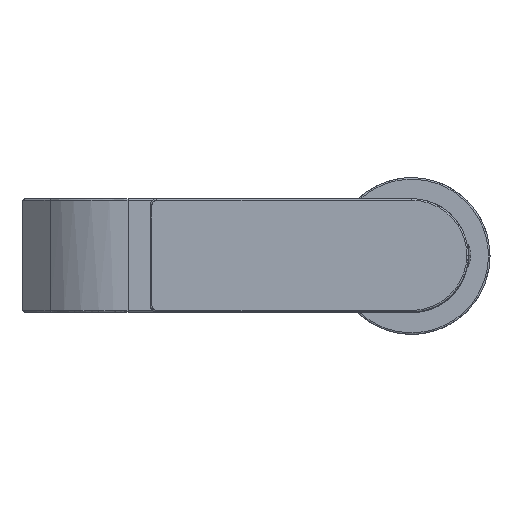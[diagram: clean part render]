
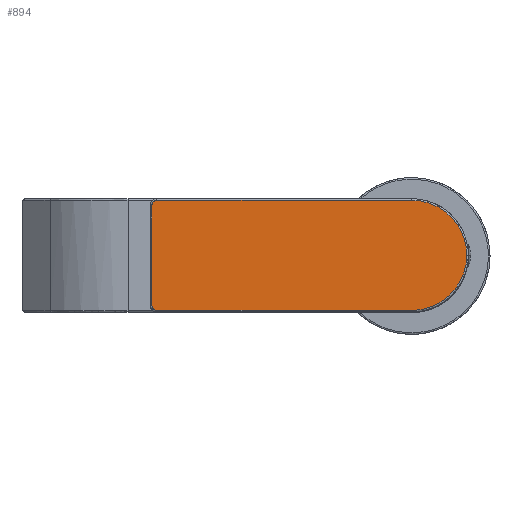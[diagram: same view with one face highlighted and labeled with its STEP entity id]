
A CAD part, top view. The second image highlights one B-rep face of the part: STEP entity #894.
In plain terms, the highlighted planar face has unit normal (0, 0, 1).
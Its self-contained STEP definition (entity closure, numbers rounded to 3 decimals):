
#64=PLANE('',#4455);
#321=(
BOUNDED_CURVE()
B_SPLINE_CURVE(2,(#11858,#11859,#11860),.UNSPECIFIED.,.F.,.F.)
B_SPLINE_CURVE_WITH_KNOTS((3,3),(0.,27.489),.UNSPECIFIED.)
CURVE()
GEOMETRIC_REPRESENTATION_ITEM()
RATIONAL_B_SPLINE_CURVE((1.,0.707,1.))
REPRESENTATION_ITEM('')
);
#325=(
BOUNDED_CURVE()
B_SPLINE_CURVE(2,(#11872,#11873,#11874),.UNSPECIFIED.,.F.,.F.)
B_SPLINE_CURVE_WITH_KNOTS((3,3),(0.,2.356),.UNSPECIFIED.)
CURVE()
GEOMETRIC_REPRESENTATION_ITEM()
RATIONAL_B_SPLINE_CURVE((1.,0.707,1.))
REPRESENTATION_ITEM('')
);
#328=(
BOUNDED_CURVE()
B_SPLINE_CURVE(2,(#11885,#11886,#11887),.UNSPECIFIED.,.F.,.F.)
B_SPLINE_CURVE_WITH_KNOTS((3,3),(0.,2.356),.UNSPECIFIED.)
CURVE()
GEOMETRIC_REPRESENTATION_ITEM()
RATIONAL_B_SPLINE_CURVE((1.,0.707,1.))
REPRESENTATION_ITEM('')
);
#332=(
BOUNDED_CURVE()
B_SPLINE_CURVE(2,(#11899,#11900,#11901),.UNSPECIFIED.,.F.,.F.)
B_SPLINE_CURVE_WITH_KNOTS((3,3),(0.,27.489),.UNSPECIFIED.)
CURVE()
GEOMETRIC_REPRESENTATION_ITEM()
RATIONAL_B_SPLINE_CURVE((1.,0.707,1.))
REPRESENTATION_ITEM('')
);
#894=ADVANCED_FACE('',(#1121),#64,.T.);
#1121=FACE_OUTER_BOUND('',#1361,.T.);
#1361=EDGE_LOOP('',(#2076,#2077,#2078,#2079,#2080,#2081,#2082));
#2076=ORIENTED_EDGE('',*,*,#3121,.F.);
#2077=ORIENTED_EDGE('',*,*,#3106,.F.);
#2078=ORIENTED_EDGE('',*,*,#3109,.F.);
#2079=ORIENTED_EDGE('',*,*,#3111,.F.);
#2080=ORIENTED_EDGE('',*,*,#3115,.F.);
#2081=ORIENTED_EDGE('',*,*,#3116,.F.);
#2082=ORIENTED_EDGE('',*,*,#3119,.F.);
#3106=EDGE_CURVE('',#4208,#4209,#321,.T.);
#3109=EDGE_CURVE('',#4210,#4208,#3619,.T.);
#3111=EDGE_CURVE('',#4211,#4210,#325,.T.);
#3115=EDGE_CURVE('',#4213,#4211,#3621,.T.);
#3116=EDGE_CURVE('',#4214,#4213,#328,.T.);
#3119=EDGE_CURVE('',#4216,#4214,#3622,.T.);
#3121=EDGE_CURVE('',#4209,#4216,#332,.T.);
#3619=B_SPLINE_CURVE_WITH_KNOTS('',1,(#11867,#11868),.UNSPECIFIED.,.F.,
 .F.,(2,2),(-81.,0.),.UNSPECIFIED.);
#3621=B_SPLINE_CURVE_WITH_KNOTS('',1,(#11883,#11884),.UNSPECIFIED.,.F.,
 .F.,(2,2),(-32.,0.),.UNSPECIFIED.);
#3622=B_SPLINE_CURVE_WITH_KNOTS('',1,(#11894,#11895),.UNSPECIFIED.,.F.,
 .F.,(2,2),(-81.,0.),.UNSPECIFIED.);
#4208=VERTEX_POINT('',#11254);
#4209=VERTEX_POINT('',#11255);
#4210=VERTEX_POINT('',#11256);
#4211=VERTEX_POINT('',#11257);
#4213=VERTEX_POINT('',#11259);
#4214=VERTEX_POINT('',#11260);
#4216=VERTEX_POINT('',#11262);
#4455=AXIS2_PLACEMENT_3D('',#10992,#4511,$);
#4511=DIRECTION('',(0.,0.,1.));
#10992=CARTESIAN_POINT('',(31.159,-0.065,136.74));
#11254=CARTESIAN_POINT('',(123.793,38.569,136.74));
#11255=CARTESIAN_POINT('',(141.293,21.069,136.74));
#11256=CARTESIAN_POINT('',(42.793,38.569,136.74));
#11257=CARTESIAN_POINT('',(41.293,37.069,136.74));
#11259=CARTESIAN_POINT('',(41.293,5.069,136.74));
#11260=CARTESIAN_POINT('',(42.793,3.569,136.74));
#11262=CARTESIAN_POINT('',(123.793,3.569,136.74));
#11858=CARTESIAN_POINT('',(123.793,38.569,136.74));
#11859=CARTESIAN_POINT('',(141.293,38.569,136.74));
#11860=CARTESIAN_POINT('',(141.293,21.069,136.74));
#11867=CARTESIAN_POINT('',(42.793,38.569,136.74));
#11868=CARTESIAN_POINT('',(123.793,38.569,136.74));
#11872=CARTESIAN_POINT('',(41.293,37.069,136.74));
#11873=CARTESIAN_POINT('',(41.293,38.569,136.74));
#11874=CARTESIAN_POINT('',(42.793,38.569,136.74));
#11883=CARTESIAN_POINT('',(41.293,5.069,136.74));
#11884=CARTESIAN_POINT('',(41.293,37.069,136.74));
#11885=CARTESIAN_POINT('',(42.793,3.569,136.74));
#11886=CARTESIAN_POINT('',(41.293,3.569,136.74));
#11887=CARTESIAN_POINT('',(41.293,5.069,136.74));
#11894=CARTESIAN_POINT('',(123.793,3.569,136.74));
#11895=CARTESIAN_POINT('',(42.793,3.569,136.74));
#11899=CARTESIAN_POINT('',(141.293,21.069,136.74));
#11900=CARTESIAN_POINT('',(141.293,3.569,136.74));
#11901=CARTESIAN_POINT('',(123.793,3.569,136.74));
